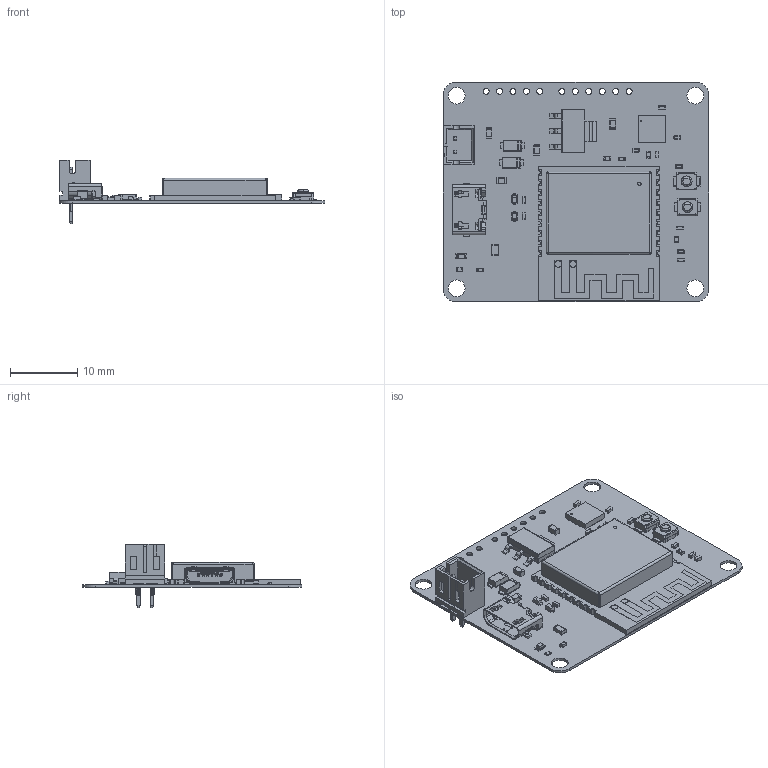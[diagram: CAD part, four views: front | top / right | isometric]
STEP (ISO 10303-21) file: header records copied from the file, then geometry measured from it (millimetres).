
FILE_DESCRIPTION(('Open CASCADE Model'),'2;1');
FILE_NAME('Open CASCADE Shape Model','2023-11-25T10:55:00',('Author'),( 'Open CASCADE'),'Open CASCADE STEP processor 6.8','Open CASCADE 6.8' ,'Unknown');
FILE_SCHEMA(('AUTOMOTIVE_DESIGN { 1 0 10303 214 1 1 1 1 }'));
Length unit declared in the file: millimetre
Products named in the file (64): PCB; Board; Open CASCADE STEP translator 6.8 1.1.1; U3; ESP32-C3-WROOM-02-N4; U2; QFN24_4X4X0P9_IVS; U1; User_Library-sot-223; S2; OMRON_B3U1000P; S1; R6; RC0402FR-07226RL--3DModel-STEP-510211; R5; R4; R3; R2; R1; 6162477792; Mid_Body; Terminal; Open_CASCADE_STEP_translator_6.8_60.2.1; Mark; LED1; LED_0603_R; Pocket002; Pad004; Fillet; Pocket001; Pad; J1; B2B-PH-K-S(LF)(SN)--3DModel-STEP-56544; D5; User_Library-LED_1006_B; Blau; Cut006; Cut005; Cut005_(Mirror_#1); Pad001 ...
Assembly tree (83 placements, depth 5):
  PCB
    Board
      Open CASCADE STEP translator 6.8 1.1.1
    U3
      ESP32-C3-WROOM-02-N4
    U2
      QFN24_4X4X0P9_IVS
    U1
      User_Library-sot-223
    S2
      OMRON_B3U1000P
    S1
      OMRON_B3U1000P
    R6
      RC0402FR-07226RL--3DModel-STEP-510211
    R5
      RC0402FR-07226RL--3DModel-STEP-510211
    R4
      RC0402FR-07226RL--3DModel-STEP-510211
    R3
      RC0402FR-07226RL--3DModel-STEP-510211
    R2
      RC0402FR-07226RL--3DModel-STEP-510211
    R1
      6162477792
        Mid_Body
        Terminal  x2
          Open_CASCADE_STEP_translator_6.8_60.2.1
        Mark
    LED1
      LED_0603_R
        Pocket002
        Pad004
        Fillet
        Pocket001
        Pad
    J1
      B2B-PH-K-S(LF)(SN)--3DModel-STEP-56544
    D5
      User_Library-LED_1006_B
        Blau
        Cut006
        Cut005
        Cut005_(Mirror_#1)
        Pad001
    D4
      User_Library-SOD-523F
    D3
      User_Library-SOD-523F
    D2
      User_Library-SOD-123FL_CASE_498
    D1
      User_Library-SOD-123FL_CASE_498
    CON1
      10118192-002lfc
    C14
      User_Library-0402(1005M)_Cap
    C13
      User_Library-0402(1005M)_Cap
    C12
Bounding box: 39.62 x 32.77 x 9.4 mm (x, y, z)
Volume: 1088.5 mm3; surface area: 5216.7 mm2
Topology: 155 solids, 156 shells, 3840 faces, 9636 edges, 6026 vertices
Faces by surface type: plane 2393, cylinder 777, bspline 580, sphere 58, cone 20, torus 12
Full cylindrical faces by diameter (mm): 0.204 x1, 0.5 x2, 0.9 x13, 1 x2, 2.5 x4
Entity records: 76258 total; most frequent: CARTESIAN_POINT 16234, ORIENTED_EDGE 11188, DIRECTION 10690, EDGE_CURVE 5595, LINE 4442, VECTOR 4442, VERTEX_POINT 3586, AXIS2_PLACEMENT_3D 3124
